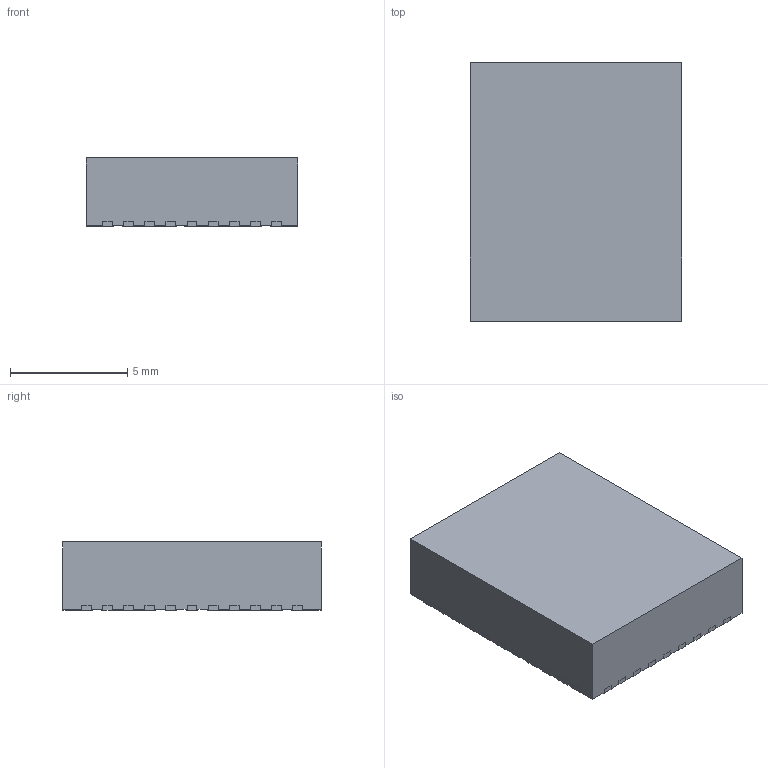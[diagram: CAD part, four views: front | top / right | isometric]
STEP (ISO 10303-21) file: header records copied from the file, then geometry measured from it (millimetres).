
FILE_DESCRIPTION((''),'2;1');
FILE_NAME('RKG0039A_ASM','2018-06-13T13:50:33',('a0412086'),(''),'CREO PARAMETRIC BY PTC INC, 2017260','CREO PARAMETRIC BY PTC INC, 2017260','');
FILE_SCHEMA(('AUTOMOTIVE_DESIGN { 1 0 10303 214 1 1 1 1 }'));
Length unit declared in the file: millimetre
Products named in the file (3): FRAME; MOLD; RKG0039A_ASM
Assembly tree (2 placements, depth 2):
  RKG0039A_ASM
    FRAME
    MOLD
Bounding box: 9 x 11 x 2.9 mm (x, y, z)
Volume: 285.3 mm3; surface area: 400.7 mm2
Topology: 40 solids, 40 shells, 887 faces, 2412 edges, 1608 vertices
Faces by surface type: plane 753, cylinder 134
Entity records: 35395 total; most frequent: CARTESIAN_POINT 4946, ORIENTED_EDGE 4824, DIRECTION 4503, PRESENTATION_STYLE_ASSIGNMENT 2452, STYLED_ITEM 2452, CURVE_STYLE 2412, EDGE_CURVE 2412, VECTOR 2144
